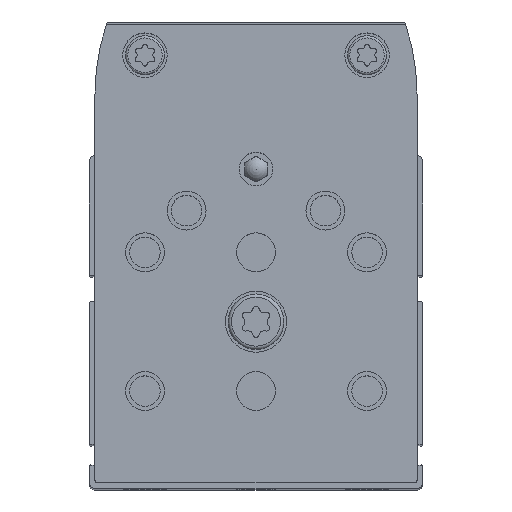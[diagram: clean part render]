
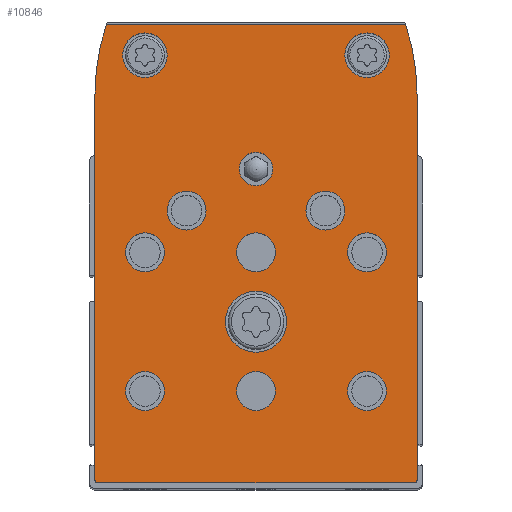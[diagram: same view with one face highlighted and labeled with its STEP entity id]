
A CAD part, top view. The second image highlights one B-rep face of the part: STEP entity #10846.
In plain terms, the highlighted planar face has unit normal (0, 0, 1).
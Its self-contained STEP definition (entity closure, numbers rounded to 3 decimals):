
#779=CIRCLE('',#11733,39.);
#781=CIRCLE('',#11737,0.5);
#783=CIRCLE('',#11741,0.5);
#785=CIRCLE('',#11745,39.);
#786=CIRCLE('',#11748,4.);
#787=CIRCLE('',#11749,4.);
#788=CIRCLE('',#11750,3.5);
#789=CIRCLE('',#11751,3.5);
#790=CIRCLE('',#11752,5.5);
#791=CIRCLE('',#11753,3.5);
#792=CIRCLE('',#11754,3.5);
#793=CIRCLE('',#11755,3.5);
#794=CIRCLE('',#11756,3.5);
#795=CIRCLE('',#11757,3.5);
#796=CIRCLE('',#11758,3.5);
#797=CIRCLE('',#11759,3.);
#2339=ORIENTED_EDGE('',*,*,#4279,.T.);
#2340=ORIENTED_EDGE('',*,*,#4280,.T.);
#2341=ORIENTED_EDGE('',*,*,#4281,.F.);
#2342=ORIENTED_EDGE('',*,*,#4282,.F.);
#2343=ORIENTED_EDGE('',*,*,#4283,.T.);
#2344=ORIENTED_EDGE('',*,*,#4284,.T.);
#2345=ORIENTED_EDGE('',*,*,#4285,.T.);
#2346=ORIENTED_EDGE('',*,*,#4286,.T.);
#2347=ORIENTED_EDGE('',*,*,#4287,.T.);
#2348=ORIENTED_EDGE('',*,*,#4288,.T.);
#2349=ORIENTED_EDGE('',*,*,#4289,.T.);
#2350=ORIENTED_EDGE('',*,*,#4290,.F.);
#2351=ORIENTED_EDGE('',*,*,#4255,.T.);
#2352=ORIENTED_EDGE('',*,*,#4259,.T.);
#2353=ORIENTED_EDGE('',*,*,#4262,.T.);
#2354=ORIENTED_EDGE('',*,*,#4265,.T.);
#2355=ORIENTED_EDGE('',*,*,#4268,.T.);
#2356=ORIENTED_EDGE('',*,*,#4271,.T.);
#2357=ORIENTED_EDGE('',*,*,#4274,.T.);
#2358=ORIENTED_EDGE('',*,*,#4278,.T.);
#4255=EDGE_CURVE('',#5351,#5350,#779,.T.);
#4259=EDGE_CURVE('',#5350,#5353,#6105,.T.);
#4262=EDGE_CURVE('',#5353,#5355,#781,.T.);
#4265=EDGE_CURVE('',#5355,#5357,#6109,.T.);
#4268=EDGE_CURVE('',#5357,#5359,#783,.T.);
#4271=EDGE_CURVE('',#5359,#5361,#6113,.T.);
#4274=EDGE_CURVE('',#5361,#5363,#785,.T.);
#4278=EDGE_CURVE('',#5363,#5351,#6118,.T.);
#4279=EDGE_CURVE('',#5364,#5364,#786,.T.);
#4280=EDGE_CURVE('',#5365,#5365,#787,.T.);
#4281=EDGE_CURVE('',#5366,#5366,#788,.T.);
#4282=EDGE_CURVE('',#5367,#5367,#789,.T.);
#4283=EDGE_CURVE('',#5368,#5368,#790,.T.);
#4284=EDGE_CURVE('',#5369,#5369,#791,.T.);
#4285=EDGE_CURVE('',#5370,#5370,#792,.T.);
#4286=EDGE_CURVE('',#5371,#5371,#793,.T.);
#4287=EDGE_CURVE('',#5372,#5372,#794,.T.);
#4288=EDGE_CURVE('',#5373,#5373,#795,.T.);
#4289=EDGE_CURVE('',#5374,#5374,#796,.T.);
#4290=EDGE_CURVE('',#5375,#5375,#797,.T.);
#5350=VERTEX_POINT('',#16844);
#5351=VERTEX_POINT('',#16846);
#5353=VERTEX_POINT('',#16852);
#5355=VERTEX_POINT('',#16858);
#5357=VERTEX_POINT('',#16864);
#5359=VERTEX_POINT('',#16870);
#5361=VERTEX_POINT('',#16876);
#5363=VERTEX_POINT('',#16882);
#5364=VERTEX_POINT('',#16891);
#5365=VERTEX_POINT('',#16893);
#5366=VERTEX_POINT('',#16895);
#5367=VERTEX_POINT('',#16897);
#5368=VERTEX_POINT('',#16899);
#5369=VERTEX_POINT('',#16901);
#5370=VERTEX_POINT('',#16903);
#5371=VERTEX_POINT('',#16905);
#5372=VERTEX_POINT('',#16907);
#5373=VERTEX_POINT('',#16909);
#5374=VERTEX_POINT('',#16911);
#5375=VERTEX_POINT('',#16913);
#6105=LINE('',#16853,#6703);
#6109=LINE('',#16865,#6707);
#6113=LINE('',#16877,#6711);
#6118=LINE('',#16888,#6716);
#6703=VECTOR('',#13832,1000.);
#6707=VECTOR('',#13844,1000.);
#6711=VECTOR('',#13856,1000.);
#6716=VECTOR('',#13869,1000.);
#7322=EDGE_LOOP('',(#2339));
#7323=EDGE_LOOP('',(#2340));
#7324=EDGE_LOOP('',(#2341));
#7325=EDGE_LOOP('',(#2342));
#7326=EDGE_LOOP('',(#2343));
#7327=EDGE_LOOP('',(#2344));
#7328=EDGE_LOOP('',(#2345));
#7329=EDGE_LOOP('',(#2346));
#7330=EDGE_LOOP('',(#2347));
#7331=EDGE_LOOP('',(#2348));
#7332=EDGE_LOOP('',(#2349));
#7333=EDGE_LOOP('',(#2350));
#7334=EDGE_LOOP('',(#2351,#2352,#2353,#2354,#2355,#2356,#2357,#2358));
#8165=FACE_BOUND('',#7322,.T.);
#8166=FACE_BOUND('',#7323,.T.);
#8167=FACE_BOUND('',#7324,.T.);
#8168=FACE_BOUND('',#7325,.T.);
#8169=FACE_BOUND('',#7326,.T.);
#8170=FACE_BOUND('',#7327,.T.);
#8171=FACE_BOUND('',#7328,.T.);
#8172=FACE_BOUND('',#7329,.T.);
#8173=FACE_BOUND('',#7330,.T.);
#8174=FACE_BOUND('',#7331,.T.);
#8175=FACE_BOUND('',#7332,.T.);
#8176=FACE_BOUND('',#7333,.T.);
#8177=FACE_BOUND('',#7334,.T.);
#8751=PLANE('',#11747);
#10846=ADVANCED_FACE('',(#8165,#8166,#8167,#8168,#8169,#8170,#8171,#8172,
#8173,#8174,#8175,#8176,#8177),#8751,.T.);
#11733=AXIS2_PLACEMENT_3D('',#16845,#13825,#13826);
#11737=AXIS2_PLACEMENT_3D('',#16859,#13838,#13839);
#11741=AXIS2_PLACEMENT_3D('',#16871,#13850,#13851);
#11745=AXIS2_PLACEMENT_3D('',#16883,#13862,#13863);
#11747=AXIS2_PLACEMENT_3D('',#16889,#13870,#13871);
#11748=AXIS2_PLACEMENT_3D('',#16890,#13872,#13873);
#11749=AXIS2_PLACEMENT_3D('',#16892,#13874,#13875);
#11750=AXIS2_PLACEMENT_3D('',#16894,#13876,#13877);
#11751=AXIS2_PLACEMENT_3D('',#16896,#13878,#13879);
#11752=AXIS2_PLACEMENT_3D('',#16898,#13880,#13881);
#11753=AXIS2_PLACEMENT_3D('',#16900,#13882,#13883);
#11754=AXIS2_PLACEMENT_3D('',#16902,#13884,#13885);
#11755=AXIS2_PLACEMENT_3D('',#16904,#13886,#13887);
#11756=AXIS2_PLACEMENT_3D('',#16906,#13888,#13889);
#11757=AXIS2_PLACEMENT_3D('',#16908,#13890,#13891);
#11758=AXIS2_PLACEMENT_3D('',#16910,#13892,#13893);
#11759=AXIS2_PLACEMENT_3D('',#16912,#13894,#13895);
#13825=DIRECTION('',(0.,0.,1.));
#13826=DIRECTION('',(1.,0.,0.));
#13832=DIRECTION('',(0.,-1.,0.));
#13838=DIRECTION('',(0.,0.,1.));
#13839=DIRECTION('',(1.,0.,0.));
#13844=DIRECTION('',(1.,0.,0.));
#13850=DIRECTION('',(0.,0.,1.));
#13851=DIRECTION('',(1.,0.,0.));
#13856=DIRECTION('',(0.,1.,0.));
#13862=DIRECTION('',(0.,0.,1.));
#13863=DIRECTION('',(1.,0.,0.));
#13869=DIRECTION('',(-1.,0.,0.));
#13870=DIRECTION('',(0.,0.,1.));
#13871=DIRECTION('',(1.,0.,0.));
#13872=DIRECTION('',(0.,0.,-1.));
#13873=DIRECTION('',(-1.,0.,0.));
#13874=DIRECTION('',(0.,0.,-1.));
#13875=DIRECTION('',(-1.,0.,0.));
#13876=DIRECTION('',(0.,0.,1.));
#13877=DIRECTION('',(1.,0.,0.));
#13878=DIRECTION('',(0.,0.,1.));
#13879=DIRECTION('',(1.,0.,0.));
#13880=DIRECTION('',(0.,0.,-1.));
#13881=DIRECTION('',(-1.,0.,0.));
#13882=DIRECTION('',(0.,0.,-1.));
#13883=DIRECTION('',(-1.,0.,0.));
#13884=DIRECTION('',(0.,0.,-1.));
#13885=DIRECTION('',(-1.,0.,0.));
#13886=DIRECTION('',(0.,0.,-1.));
#13887=DIRECTION('',(-1.,0.,0.));
#13888=DIRECTION('',(0.,0.,-1.));
#13889=DIRECTION('',(-1.,0.,0.));
#13890=DIRECTION('',(0.,0.,-1.));
#13891=DIRECTION('',(-1.,0.,0.));
#13892=DIRECTION('',(0.,0.,-1.));
#13893=DIRECTION('',(-1.,0.,0.));
#13894=DIRECTION('',(0.,0.,1.));
#13895=DIRECTION('',(1.,0.,0.));
#16844=CARTESIAN_POINT('',(-29.,41.,12.));
#16845=CARTESIAN_POINT('',(10.,41.,12.));
#16846=CARTESIAN_POINT('',(-26.943,53.5,12.));
#16852=CARTESIAN_POINT('',(-29.,-28.5,12.));
#16853=CARTESIAN_POINT('',(-29.,41.,12.));
#16858=CARTESIAN_POINT('',(-28.5,-29.,12.));
#16859=CARTESIAN_POINT('',(-28.5,-28.5,12.));
#16864=CARTESIAN_POINT('',(28.5,-29.,12.));
#16865=CARTESIAN_POINT('',(-28.5,-29.,12.));
#16870=CARTESIAN_POINT('',(29.,-28.5,12.));
#16871=CARTESIAN_POINT('',(28.5,-28.5,12.));
#16876=CARTESIAN_POINT('',(29.,41.,12.));
#16877=CARTESIAN_POINT('',(29.,-28.5,12.));
#16882=CARTESIAN_POINT('',(26.943,53.5,12.));
#16883=CARTESIAN_POINT('',(-10.,41.,12.));
#16888=CARTESIAN_POINT('',(26.943,53.5,12.));
#16889=CARTESIAN_POINT('',(10.,41.,12.));
#16890=CARTESIAN_POINT('',(20.,48.,12.));
#16891=CARTESIAN_POINT('',(16.,48.,12.));
#16892=CARTESIAN_POINT('',(-20.,48.,12.));
#16893=CARTESIAN_POINT('',(-24.,48.,12.));
#16894=CARTESIAN_POINT('',(0.,-12.5,12.));
#16895=CARTESIAN_POINT('',(3.5,-12.5,12.));
#16896=CARTESIAN_POINT('',(0.,12.5,12.));
#16897=CARTESIAN_POINT('',(3.5,12.5,12.));
#16898=CARTESIAN_POINT('',(0.,0.,12.));
#16899=CARTESIAN_POINT('',(-5.5,0.,12.));
#16900=CARTESIAN_POINT('',(-20.,12.5,12.));
#16901=CARTESIAN_POINT('',(-23.5,12.5,12.));
#16902=CARTESIAN_POINT('',(-20.,-12.5,12.));
#16903=CARTESIAN_POINT('',(-23.5,-12.5,12.));
#16904=CARTESIAN_POINT('',(-12.5,20.,12.));
#16905=CARTESIAN_POINT('',(-16.,20.,12.));
#16906=CARTESIAN_POINT('',(12.5,20.,12.));
#16907=CARTESIAN_POINT('',(9.,20.,12.));
#16908=CARTESIAN_POINT('',(20.,-12.5,12.));
#16909=CARTESIAN_POINT('',(16.5,-12.5,12.));
#16910=CARTESIAN_POINT('',(20.,12.5,12.));
#16911=CARTESIAN_POINT('',(16.5,12.5,12.));
#16912=CARTESIAN_POINT('',(0.,27.5,12.));
#16913=CARTESIAN_POINT('',(3.,27.5,12.));
